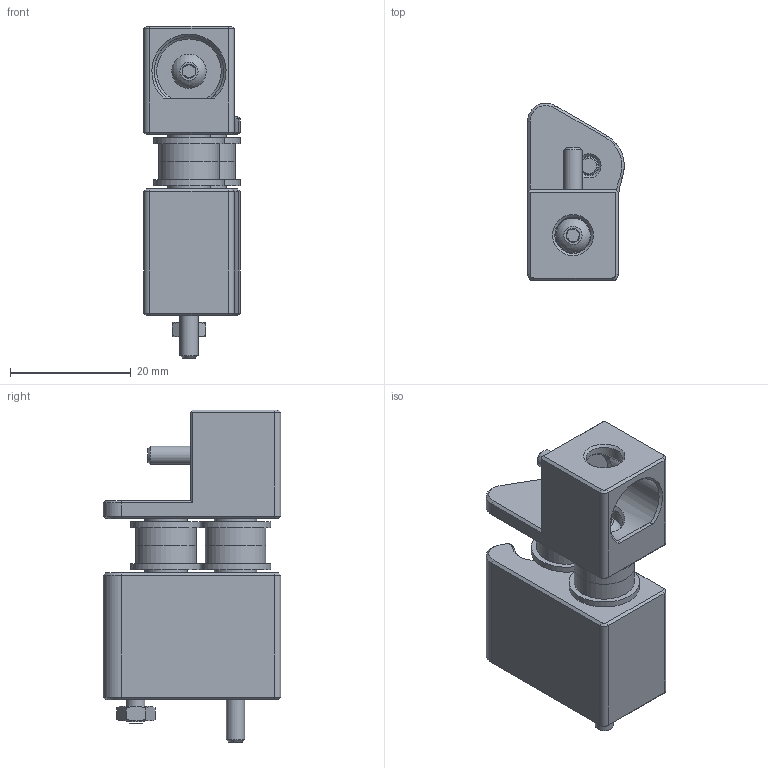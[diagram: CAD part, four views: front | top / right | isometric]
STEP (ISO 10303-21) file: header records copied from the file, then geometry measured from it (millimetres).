
FILE_DESCRIPTION(/* description */ (''),/* implementation_level */ '2;1');
FILE_NAME(/* name */ 'Idler-Left.step',/* time_stamp */ '2023-01-24T19:36:47-05:00',/* author */ (''),/* organization */ (''),/* preprocessor_version */ 'ST-DEVELOPER v19.2',/* originating_system */ 'Autodesk Translation Framework v11.17.0.187',/* authorisation */ '');
FILE_SCHEMA (('AUTOMOTIVE_DESIGN { 1 0 10303 214 3 1 1 }'));
Length unit declared in the file: millimetre
Products named in the file (11): Idler - Left (Voron V0); Hardware; F623-RS Stack v5; F623-RS Stack v5_1; f623-rs; M3 washer-1; M3x8 BHCS v2; M3x10 BHCS v2; M3x40 BHCS v2; M3 Hex Nut v4; 3x14mm Pin v2
Assembly tree (16 placements, depth 4):
  Idler - Left (Voron V0)
    Hardware
      F623-RS Stack v5
        f623-rs  x2
        M3 washer-1  x2
      F623-RS Stack v5_1
        f623-rs  x2
        M3 washer-1  x2
      M3x8 BHCS v2
      M3x10 BHCS v2
      M3x40 BHCS v2
      M3 Hex Nut v4
      3x14mm Pin v2
Bounding box: 16 x 29.42 x 55 mm (x, y, z)
Volume: 12447.7 mm3; surface area: 8861.9 mm2
Topology: 19 solids, 19 shells, 266 faces, 516 edges, 304 vertices
Faces by surface type: plane 113, cone 73, cylinder 67, torus 8, sphere 3, bspline 2
Full cylindrical faces by diameter (mm): 2.5 x1, 3 x9, 3.2 x6, 3.4 x4, 5.7 x3, 6 x2, 6.06 x8, 6.94 x8, 7 x4, 10 x4, 11.5 x1, 11.7 x4
Entity records: 6096 total; most frequent: CARTESIAN_POINT 1304, DIRECTION 1015, ORIENTED_EDGE 858, EDGE_CURVE 429, AXIS2_PLACEMENT_3D 399, VERTEX_POINT 250, EDGE_LOOP 247, LINE 217
